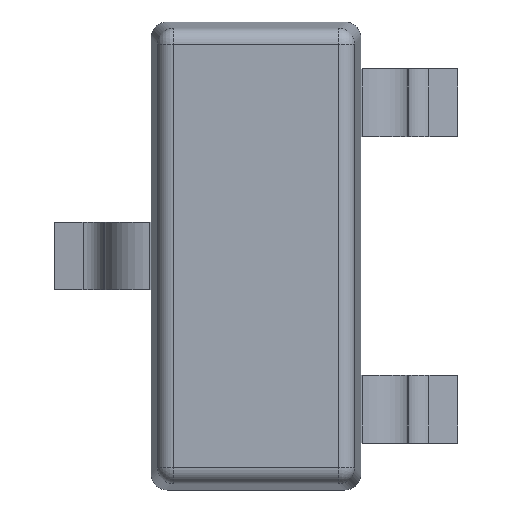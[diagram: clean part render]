
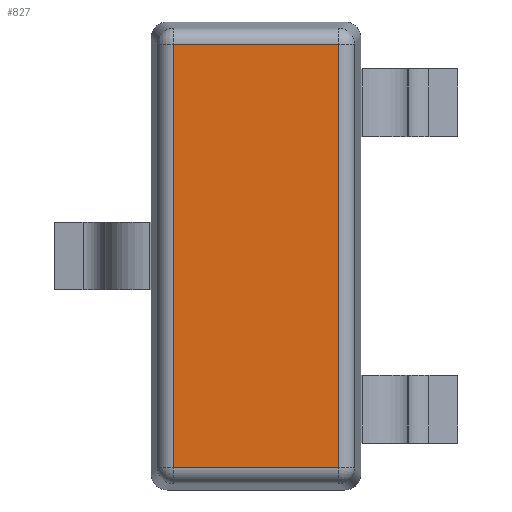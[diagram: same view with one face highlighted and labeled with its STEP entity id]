
A CAD part, left-side view. The second image highlights one B-rep face of the part: STEP entity #827.
In plain terms, the highlighted planar face has unit normal (-1, 0, 0).
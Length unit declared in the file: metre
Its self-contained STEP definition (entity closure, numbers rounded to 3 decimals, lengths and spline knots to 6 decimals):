
#433 = EDGE_CURVE( '', #1114, #1115, #1116, .T. );
#553 = EDGE_CURVE( '', #1092, #1287, #1288, .T. );
#777 = EDGE_CURVE( '', #1115, #1092, #1575, .T. );
#827 = ADVANCED_FACE( '', ( #1634 ), #1635, .T. );
#901 = EDGE_CURVE( '', #1287, #1114, #1718, .T. );
#1092 = VERTEX_POINT( '', #1957 );
#1114 = VERTEX_POINT( '', #1988 );
#1115 = VERTEX_POINT( '', #1989 );
#1116 = LINE( '', #1990, #1991 );
#1287 = VERTEX_POINT( '', #2228 );
#1288 = LINE( '', #2229, #2230 );
#1575 = LINE( '', #2645, #2646 );
#1634 = FACE_OUTER_BOUND( '', #2736, .T. );
#1635 = PLANE( '', #2737 );
#1718 = LINE( '', #2863, #2864 );
#1957 = CARTESIAN_POINT( '', ( -0.001925, 0.000512, 0.000708 ) );
#1988 = CARTESIAN_POINT( '', ( -0.001925, -0.000512, 0.003332 ) );
#1989 = CARTESIAN_POINT( '', ( -0.001925, -0.000512, 0.000708 ) );
#1990 = CARTESIAN_POINT( '', ( -0.001925, -0.000512, 0.00057 ) );
#1991 = VECTOR( '', #3048, 1. );
#2228 = CARTESIAN_POINT( '', ( -0.001925, 0.000512, 0.003332 ) );
#2229 = CARTESIAN_POINT( '', ( -0.001925, 0.000512, 0.00057 ) );
#2230 = VECTOR( '', #3287, 1. );
#2645 = CARTESIAN_POINT( '', ( -0.001925, 0.000488, 0.000708 ) );
#2646 = VECTOR( '', #3725, 1. );
#2736 = EDGE_LOOP( '', ( #3818, #3819, #3820, #3821 ) );
#2737 = AXIS2_PLACEMENT_3D( '', #3822, #3823, #3824 );
#2863 = CARTESIAN_POINT( '', ( -0.001925, 0.000488, 0.003332 ) );
#2864 = VECTOR( '', #3957, 1. );
#3048 = DIRECTION( '', ( 0., 0., -1. ) );
#3287 = DIRECTION( '', ( 0., 0., 1. ) );
#3725 = DIRECTION( '', ( 0., 1., 0. ) );
#3818 = ORIENTED_EDGE( '', *, *, #433, .F. );
#3819 = ORIENTED_EDGE( '', *, *, #901, .F. );
#3820 = ORIENTED_EDGE( '', *, *, #553, .F. );
#3821 = ORIENTED_EDGE( '', *, *, #777, .F. );
#3822 = CARTESIAN_POINT( '', ( -0.001925, 0.00065, 0.00057 ) );
#3823 = DIRECTION( '', ( -1., 0., 0. ) );
#3824 = DIRECTION( '', ( 0., 0., 1. ) );
#3957 = DIRECTION( '', ( 0., -1., 0. ) );
